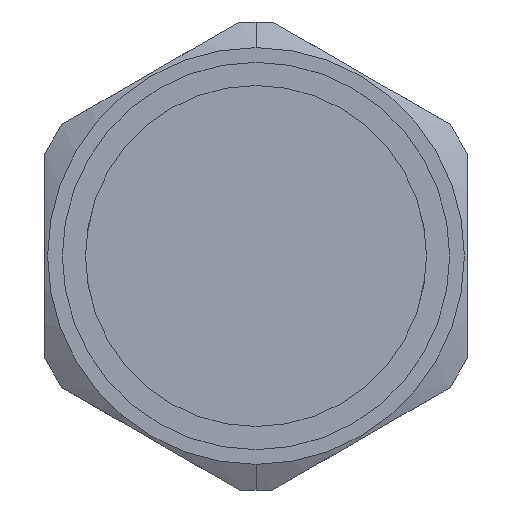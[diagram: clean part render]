
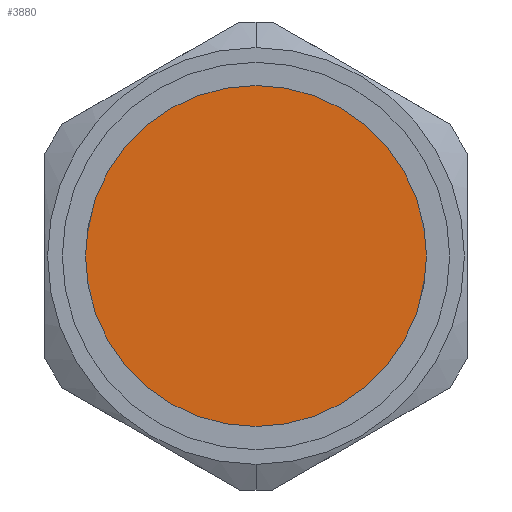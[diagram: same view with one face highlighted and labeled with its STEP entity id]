
A CAD part, front view. The second image highlights one B-rep face of the part: STEP entity #3880.
In plain terms, the highlighted planar face has unit normal (0, -1, 0).
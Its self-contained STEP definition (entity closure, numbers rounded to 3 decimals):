
#1690=CARTESIAN_POINT('',(0.,-7.5,0.));
#1691=DIRECTION('',(0.,-1.,0.));
#1692=DIRECTION('',(-1.,0.,0.));
#1693=AXIS2_PLACEMENT_3D('',#1690,#1691,#1692);
#1695=CARTESIAN_POINT('',(0.,-7.5,0.));
#1696=DIRECTION('',(0.,-1.,0.));
#1697=DIRECTION('',(1.,0.,0.));
#1698=AXIS2_PLACEMENT_3D('',#1695,#1696,#1697);
#1764=CARTESIAN_POINT('',(-7.65,-7.5,0.));
#1765=CARTESIAN_POINT('',(7.65,-7.5,0.));
#1766=VERTEX_POINT('',#1764);
#1767=VERTEX_POINT('',#1765);
#3871=CARTESIAN_POINT('',(0.,-7.5,0.));
#3872=DIRECTION('',(0.,-1.,0.));
#3873=DIRECTION('',(-1.,0.,0.));
#3874=AXIS2_PLACEMENT_3D('',#3871,#3872,#3873);
#3875=PLANE('',#3874);
#3876=ORIENTED_EDGE('',*,*,#1982,.F.);
#3877=ORIENTED_EDGE('',*,*,#2003,.F.);
#3878=EDGE_LOOP('',(#3876,#3877));
#3879=FACE_OUTER_BOUND('',#3878,.F.);
#1694=CIRCLE('',#1693,7.65);
#1699=CIRCLE('',#1698,7.65);
#1982=EDGE_CURVE('',#1766,#1767,#1694,.T.);
#2003=EDGE_CURVE('',#1767,#1766,#1699,.T.);
#3880=ADVANCED_FACE('',(#3879),#3875,.T.);
